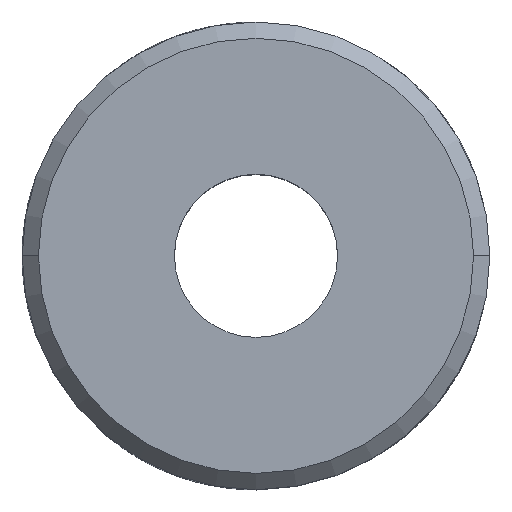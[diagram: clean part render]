
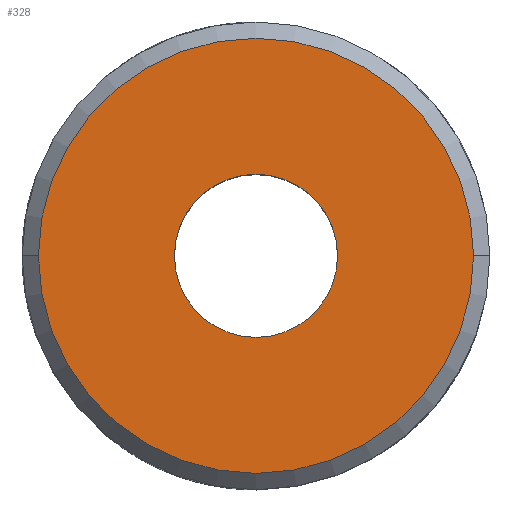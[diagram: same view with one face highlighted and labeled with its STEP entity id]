
A CAD part, top view. The second image highlights one B-rep face of the part: STEP entity #328.
In plain terms, the highlighted planar face has unit normal (0, 0, 1).
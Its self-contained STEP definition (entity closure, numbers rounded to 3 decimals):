
#328=ADVANCED_FACE('',(#366,#367),#359,.T.);
#359=PLANE('',#727);
#366=FACE_BOUND('',#376,.T.);
#367=FACE_BOUND('',#377,.T.);
#376=EDGE_LOOP('',(#413,#414));
#377=EDGE_LOOP('',(#415,#416));
#413=ORIENTED_EDGE('',*,*,#577,.F.);
#414=ORIENTED_EDGE('',*,*,#578,.F.);
#415=ORIENTED_EDGE('',*,*,#579,.F.);
#416=ORIENTED_EDGE('',*,*,#580,.F.);
#539=VERTEX_POINT('',#940);
#540=VERTEX_POINT('',#941);
#541=VERTEX_POINT('',#944);
#542=VERTEX_POINT('',#945);
#577=EDGE_CURVE('',#539,#540,#640,.T.);
#578=EDGE_CURVE('',#540,#539,#641,.T.);
#579=EDGE_CURVE('',#541,#542,#642,.T.);
#580=EDGE_CURVE('',#542,#541,#643,.T.);
#640=CIRCLE('',#723,4.);
#641=CIRCLE('',#724,4.);
#642=CIRCLE('',#725,1.5);
#643=CIRCLE('',#726,1.5);
#723=AXIS2_PLACEMENT_3D('',#939,#790,#791);
#724=AXIS2_PLACEMENT_3D('',#942,#792,#793);
#725=AXIS2_PLACEMENT_3D('',#943,#794,#795);
#726=AXIS2_PLACEMENT_3D('',#946,#796,#797);
#727=AXIS2_PLACEMENT_3D('',#947,#798,#799);
#790=DIRECTION('',(0.,0.,-1.));
#791=DIRECTION('',(-1.,0.,0.));
#792=DIRECTION('',(0.,0.,-1.));
#793=DIRECTION('',(1.,0.,0.));
#794=DIRECTION('',(0.,0.,1.));
#795=DIRECTION('',(-1.,0.,0.));
#796=DIRECTION('',(0.,0.,1.));
#797=DIRECTION('',(1.,0.,0.));
#798=DIRECTION('',(0.,0.,1.));
#799=DIRECTION('',(1.,0.,0.));
#939=CARTESIAN_POINT('',(0.,0.,4.3));
#940=CARTESIAN_POINT('',(-4.,0.,4.3));
#941=CARTESIAN_POINT('',(4.,0.,4.3));
#942=CARTESIAN_POINT('',(0.,0.,4.3));
#943=CARTESIAN_POINT('',(0.,0.,4.3));
#944=CARTESIAN_POINT('',(-1.5,0.,4.3));
#945=CARTESIAN_POINT('',(1.5,0.,4.3));
#946=CARTESIAN_POINT('',(0.,0.,4.3));
#947=CARTESIAN_POINT('',(0.,0.,4.3));
